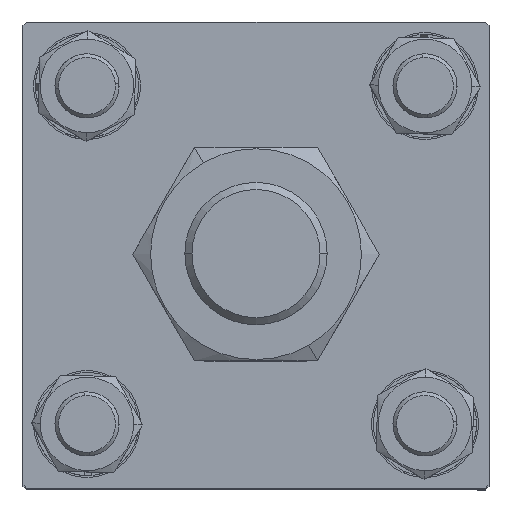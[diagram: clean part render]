
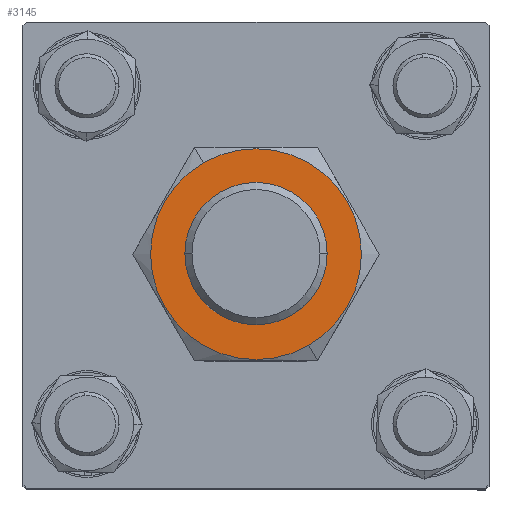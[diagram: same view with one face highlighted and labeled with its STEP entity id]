
A CAD part, top view. The second image highlights one B-rep face of the part: STEP entity #3145.
In plain terms, the highlighted face is planar.
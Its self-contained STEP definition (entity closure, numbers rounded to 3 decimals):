
#985 = AXIS2_PLACEMENT_3D ( 'NONE', #4626, #4627, #4628 ) ;
#1017 = EDGE_CURVE ( 'NONE', #7129, #7113, #6915, .T. ) ;
#1045 = EDGE_CURVE ( 'NONE', #7128, #7125, #6877, .T. ) ;
#1180 = EDGE_CURVE ( 'NONE', #7113, #7129, #3992, .T. ) ;
#1194 = EDGE_CURVE ( 'NONE', #7125, #7128, #3987, .T. ) ;
#1262 = DIRECTION ( 'NONE',  ( 1., 0., 0. ) ) ;
#1263 = DIRECTION ( 'NONE',  ( 0., 0., 1. ) ) ;
#1264 = CARTESIAN_POINT ( 'NONE',  ( 0., 0., -19.5 ) ) ;
#1817 = FACE_BOUND ( 'NONE', #6172, .T. ) ;
#1823 = FACE_OUTER_BOUND ( 'NONE', #6149, .T. ) ;
#2586 = CARTESIAN_POINT ( 'NONE',  ( 0., 0., -19.5 ) ) ;
#2622 = DIRECTION ( 'NONE',  ( 1., 0., 0. ) ) ;
#2623 = DIRECTION ( 'NONE',  ( 0., 0., 1. ) ) ;
#3145 = ADVANCED_FACE ( 'NONE', ( #1817, #1823 ), #4625, .F. ) ;
#3501 = AXIS2_PLACEMENT_3D ( 'NONE', #1264, #1263, #1262 ) ;
#3516 = AXIS2_PLACEMENT_3D ( 'NONE', #4526, #4525, #4524 ) ;
#3775 = AXIS2_PLACEMENT_3D ( 'NONE', #2586, #2623, #2622 ) ;
#3791 = AXIS2_PLACEMENT_3D ( 'NONE', #4497, #4494, #4493 ) ;
#3987 = CIRCLE ( 'NONE', #3775, 19.002 ) ;
#3992 = CIRCLE ( 'NONE', #3791, 29.625 ) ;
#4493 = DIRECTION ( 'NONE',  ( -1., 0., 0. ) ) ;
#4494 = DIRECTION ( 'NONE',  ( 0., 0., -1. ) ) ;
#4497 = CARTESIAN_POINT ( 'NONE',  ( 0., 0., -19.5 ) ) ;
#4524 = DIRECTION ( 'NONE',  ( -1., 0., 0. ) ) ;
#4525 = DIRECTION ( 'NONE',  ( 0., 0., -1. ) ) ;
#4526 = CARTESIAN_POINT ( 'NONE',  ( 0., 0., -19.5 ) ) ;
#4625 = PLANE ( 'NONE',  #985 ) ;
#4626 = CARTESIAN_POINT ( 'NONE',  ( 17.321, -30., -19.5 ) ) ;
#4627 = DIRECTION ( 'NONE',  ( 0., 0., 1. ) ) ;
#4628 = DIRECTION ( 'NONE',  ( 1., 0., 0. ) ) ;
#6149 = EDGE_LOOP ( 'NONE', ( #6977, #6992 ) ) ;
#6172 = EDGE_LOOP ( 'NONE', ( #6979, #6978 ) ) ;
#6198 = CARTESIAN_POINT ( 'NONE',  ( -29.625, 0., -19.5 ) ) ;
#6210 = CARTESIAN_POINT ( 'NONE',  ( -19.002, 0., -19.5 ) ) ;
#6213 = CARTESIAN_POINT ( 'NONE',  ( 19.002, 0., -19.5 ) ) ;
#6214 = CARTESIAN_POINT ( 'NONE',  ( 29.625, 0., -19.5 ) ) ;
#6877 = CIRCLE ( 'NONE', #3501, 19.002 ) ;
#6915 = CIRCLE ( 'NONE', #3516, 29.625 ) ;
#6977 = ORIENTED_EDGE ( 'NONE', *, *, #1017, .T. ) ;
#6978 = ORIENTED_EDGE ( 'NONE', *, *, #1045, .T. ) ;
#6979 = ORIENTED_EDGE ( 'NONE', *, *, #1194, .T. ) ;
#6992 = ORIENTED_EDGE ( 'NONE', *, *, #1180, .T. ) ;
#7113 = VERTEX_POINT ( 'NONE', #6198 ) ;
#7125 = VERTEX_POINT ( 'NONE', #6210 ) ;
#7128 = VERTEX_POINT ( 'NONE', #6213 ) ;
#7129 = VERTEX_POINT ( 'NONE', #6214 ) ;
